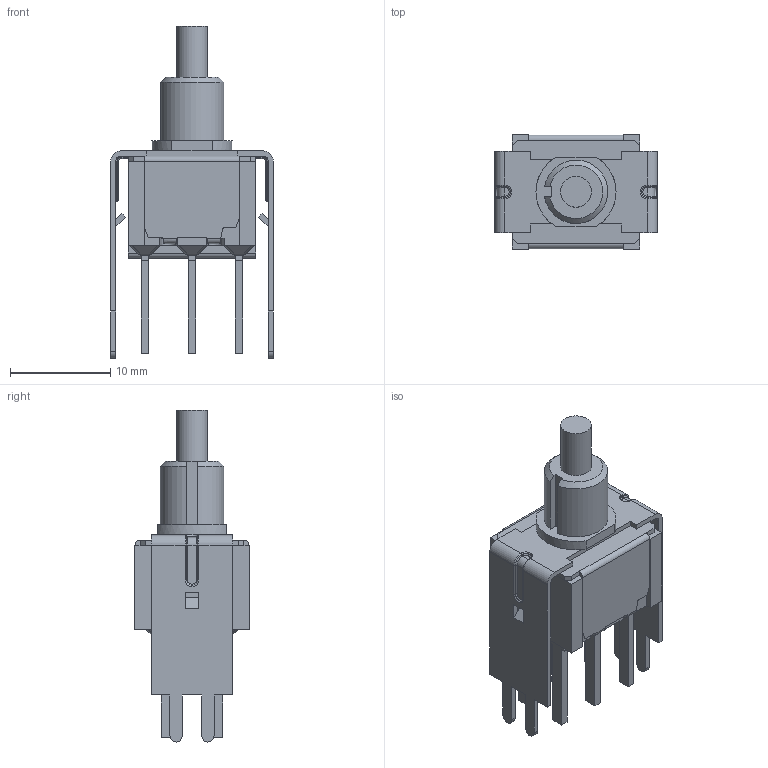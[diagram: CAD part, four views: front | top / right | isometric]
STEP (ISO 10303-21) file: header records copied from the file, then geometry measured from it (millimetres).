
FILE_DESCRIPTION(/* description */ (''),/* implementation_level */ '2;1');
FILE_NAME(/* name */ '700DP7B10VS3xE.stp',/* time_stamp */ '2024-08-30T15:10:39-05:00',/* author */ ('jsteinblock'),/* organization */ (''),/* preprocessor_version */ 'ST-DEVELOPER v18.1',/* originating_system */ 'Autodesk Inventor 2022',/* authorisation */ '');
FILE_SCHEMA (('AUTOMOTIVE_DESIGN { 1 0 10303 214 3 1 1 }'));
Length unit declared in the file: inch
Products named in the file (1): 700DP7B10VS3xE
Bounding box: 16.26 x 11.43 x 33.19 mm (x, y, z)
Volume: 1849.8 mm3; surface area: 2144.6 mm2
Topology: 1 solids, 4 shells, 556 faces, 1473 edges, 910 vertices
Faces by surface type: plane 293, cylinder 144, bspline 60, torus 34, sphere 24, cone 1
Full cylindrical faces by diameter (mm): 3.1 x2
Entity records: 17496 total; most frequent: CARTESIAN_POINT 4009, ORIENTED_EDGE 2898, DIRECTION 2648, EDGE_CURVE 1449, LINE 976, VECTOR 976, VERTEX_POINT 910, AXIS2_PLACEMENT_3D 836
